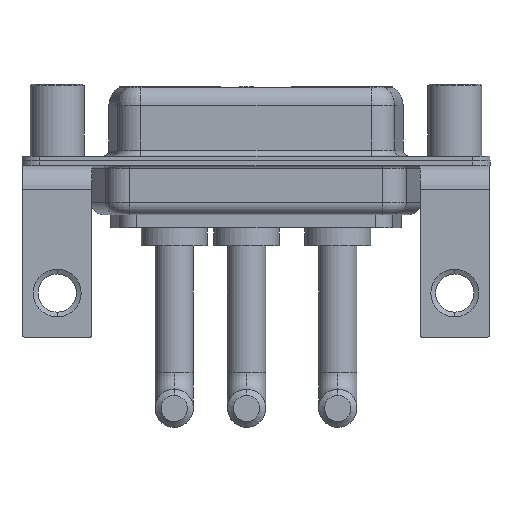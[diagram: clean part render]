
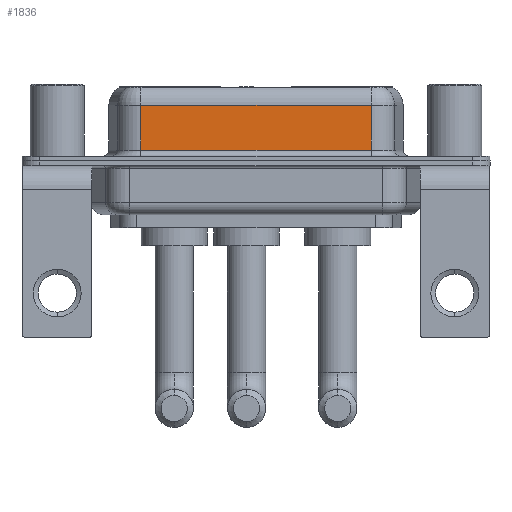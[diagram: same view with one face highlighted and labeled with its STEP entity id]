
A CAD part, front view. The second image highlights one B-rep face of the part: STEP entity #1836.
In plain terms, the highlighted planar face has unit normal (0, -1, 0).
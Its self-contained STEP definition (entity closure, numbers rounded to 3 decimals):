
#19 = ORIENTED_EDGE ( 'NONE', *, *, #8256, .T. ) ;
#1056 = DIRECTION ( 'NONE',  ( 0., 1., 0. ) ) ;
#1062 = CARTESIAN_POINT ( 'NONE',  ( 7.013, -3.95, 6.4 ) ) ;
#1243 = LINE ( 'NONE', #12699, #13614 ) ;
#1400 = DIRECTION ( 'NONE',  ( 1., 0., 0. ) ) ;
#1665 = ORIENTED_EDGE ( 'NONE', *, *, #13955, .T. ) ;
#1836 = ADVANCED_FACE ( 'NONE', ( #3534 ), #9631, .F. ) ;
#3508 = CARTESIAN_POINT ( 'NONE',  ( 26.287, -3.95, 6.4 ) ) ;
#3534 = FACE_OUTER_BOUND ( 'NONE', #8853, .T. ) ;
#5866 = CARTESIAN_POINT ( 'NONE',  ( 7.013, -3.95, 0.9 ) ) ;
#6169 = VECTOR ( 'NONE', #15534, 1000. ) ;
#6449 = CARTESIAN_POINT ( 'NONE',  ( 26.287, -3.95, 0.9 ) ) ;
#6459 = ORIENTED_EDGE ( 'NONE', *, *, #10009, .T. ) ;
#6560 = AXIS2_PLACEMENT_3D ( 'NONE', #12435, #1056, #16150 ) ;
#6611 = ORIENTED_EDGE ( 'NONE', *, *, #15004, .F. ) ;
#8256 = EDGE_CURVE ( 'NONE', #14165, #15262, #1243, .T. ) ;
#8716 = VERTEX_POINT ( 'NONE', #15245 ) ;
#8729 = DIRECTION ( 'NONE',  ( 0., 0., -1. ) ) ;
#8853 = EDGE_LOOP ( 'NONE', ( #6611, #1665, #6459, #19 ) ) ;
#9631 = PLANE ( 'NONE',  #6560 ) ;
#10009 = EDGE_CURVE ( 'NONE', #8716, #14165, #13931, .T. ) ;
#10089 = LINE ( 'NONE', #3508, #13845 ) ;
#10873 = VECTOR ( 'NONE', #8729, 1000. ) ;
#12305 = CARTESIAN_POINT ( 'NONE',  ( 26.287, -3.95, 4.65 ) ) ;
#12435 = CARTESIAN_POINT ( 'NONE',  ( 26.287, -3.95, 6.4 ) ) ;
#12577 = DIRECTION ( 'NONE',  ( 0., 0., -1. ) ) ;
#12699 = CARTESIAN_POINT ( 'NONE',  ( 26.287, -3.95, 0.9 ) ) ;
#13141 = CARTESIAN_POINT ( 'NONE',  ( 26.287, -3.95, 4.65 ) ) ;
#13614 = VECTOR ( 'NONE', #1400, 1000. ) ;
#13845 = VECTOR ( 'NONE', #12577, 1000. ) ;
#13931 = LINE ( 'NONE', #1062, #10873 ) ;
#13955 = EDGE_CURVE ( 'NONE', #15636, #8716, #14461, .T. ) ;
#14165 = VERTEX_POINT ( 'NONE', #5866 ) ;
#14461 = LINE ( 'NONE', #13141, #6169 ) ;
#15004 = EDGE_CURVE ( 'NONE', #15636, #15262, #10089, .T. ) ;
#15245 = CARTESIAN_POINT ( 'NONE',  ( 7.013, -3.95, 4.65 ) ) ;
#15262 = VERTEX_POINT ( 'NONE', #6449 ) ;
#15534 = DIRECTION ( 'NONE',  ( -1., 0., 0. ) ) ;
#15636 = VERTEX_POINT ( 'NONE', #12305 ) ;
#16150 = DIRECTION ( 'NONE',  ( 0., 0., 1. ) ) ;
